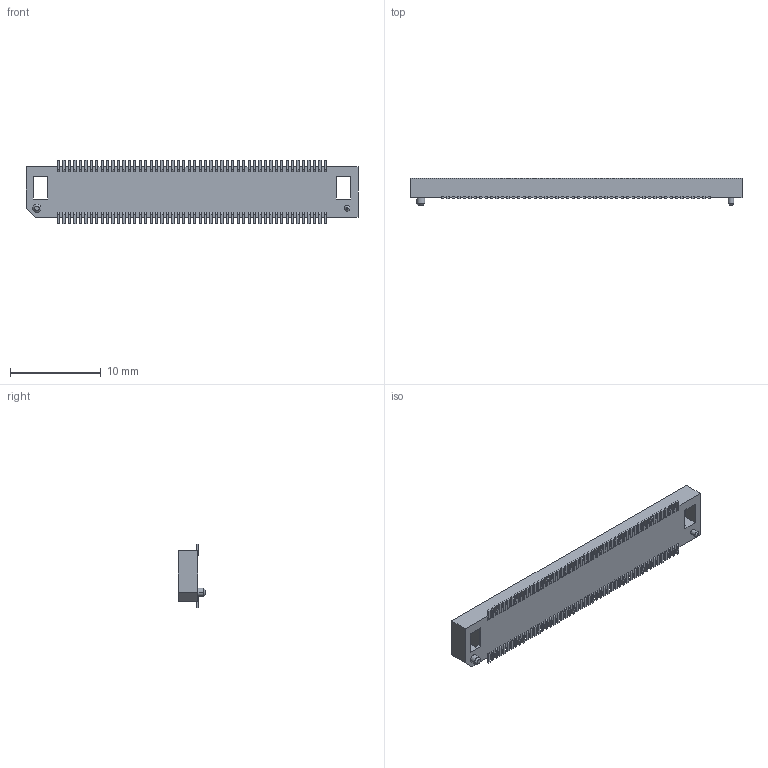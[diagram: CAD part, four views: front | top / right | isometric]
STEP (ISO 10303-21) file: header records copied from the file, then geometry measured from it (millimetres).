
FILE_DESCRIPTION(('OneSpaceDesigner STEP Export'),'2;1');
FILE_NAME('FX8-100S-SV.stp','2007-03-20T17:53:34',(''),(''),'OneSpace Designer STEP processor (Jan. 2003) for AP214(CD)(Solid Model)','OneSpace Designer 12.00 10-Sep-2003 (C) CoCreate Software GmbH','');
FILE_SCHEMA(('AUTOMOTIVE_DESIGN_CC2 {1 2 10303 214 -1 1 5 1}'));
Length unit declared in the file: millimetre
Products named in the file (1): FX8-100S-SV
Bounding box: 36.6 x 3 x 7 mm (x, y, z)
Volume: 337.9 mm3; surface area: 911.7 mm2
Topology: 1 solids, 1 shells, 652 faces, 1938 edges, 1289 vertices
Faces by surface type: plane 544, cylinder 104, cone 4
Entity records: 26350 total; most frequent: ORIENTED_EDGE 3876, CARTESIAN_POINT 3867, DIRECTION 3433, EDGE_CURVE 1938, VECTOR 1723, LINE 1723, VERTEX_POINT 1289, AXIS2_PLACEMENT_3D 855
